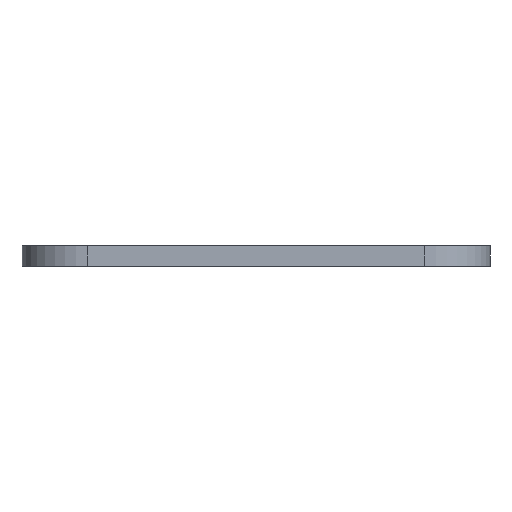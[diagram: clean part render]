
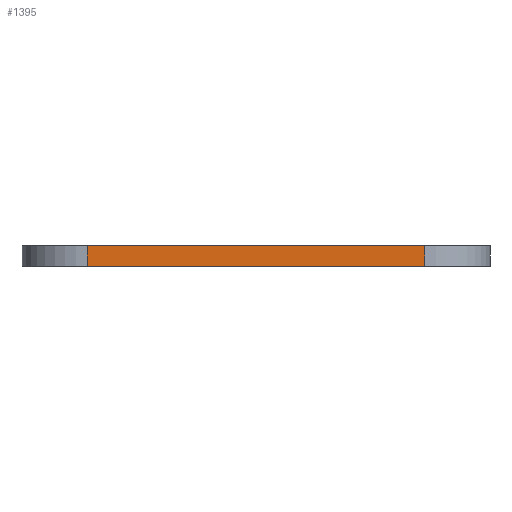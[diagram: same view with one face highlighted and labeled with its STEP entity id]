
A CAD part, left-side view. The second image highlights one B-rep face of the part: STEP entity #1395.
In plain terms, the highlighted planar face has unit normal (-1, 0, 0).
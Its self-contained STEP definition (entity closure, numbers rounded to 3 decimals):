
#77=PLANE('',#1556);
#129=FACE_OUTER_BOUND('',#224,.T.);
#224=EDGE_LOOP('',(#1202,#1203,#1204,#1205));
#261=LINE('',#2064,#388);
#342=LINE('',#2317,#469);
#358=LINE('',#2378,#485);
#359=LINE('',#2380,#486);
#388=VECTOR('',#1631,10.);
#469=VECTOR('',#1870,10.);
#485=VECTOR('',#1932,10.);
#486=VECTOR('',#1935,10.);
#598=VERTEX_POINT('',#2061);
#599=VERTEX_POINT('',#2063);
#691=VERTEX_POINT('',#2314);
#692=VERTEX_POINT('',#2316);
#733=EDGE_CURVE('',#599,#598,#261,.T.);
#860=EDGE_CURVE('',#691,#692,#342,.T.);
#894=EDGE_CURVE('',#599,#691,#358,.T.);
#895=EDGE_CURVE('',#692,#598,#359,.T.);
#1202=ORIENTED_EDGE('',*,*,#733,.T.);
#1203=ORIENTED_EDGE('',*,*,#895,.F.);
#1204=ORIENTED_EDGE('',*,*,#860,.F.);
#1205=ORIENTED_EDGE('',*,*,#894,.F.);
#1395=ADVANCED_FACE('',(#129),#77,.F.);
#1556=AXIS2_PLACEMENT_3D('',#2379,#1933,#1934);
#1631=DIRECTION('',(0.,1.,0.));
#1870=DIRECTION('',(0.,1.,0.));
#1932=DIRECTION('',(0.,0.,-1.));
#1933=DIRECTION('center_axis',(1.,0.,0.));
#1934=DIRECTION('ref_axis',(0.,1.,0.));
#1935=DIRECTION('',(0.,0.,1.));
#2061=CARTESIAN_POINT('',(-48.2,20.775,-2.5));
#2063=CARTESIAN_POINT('',(-48.2,-20.775,-2.5));
#2064=CARTESIAN_POINT('',(-48.2,0.,-2.5));
#2314=CARTESIAN_POINT('',(-48.2,-20.775,-5.));
#2316=CARTESIAN_POINT('',(-48.2,20.775,-5.));
#2317=CARTESIAN_POINT('',(-48.2,18.1,-5.));
#2378=CARTESIAN_POINT('',(-48.2,-20.775,-5.));
#2379=CARTESIAN_POINT('Origin',(-48.2,0.,-5.));
#2380=CARTESIAN_POINT('',(-48.2,20.775,-5.));
